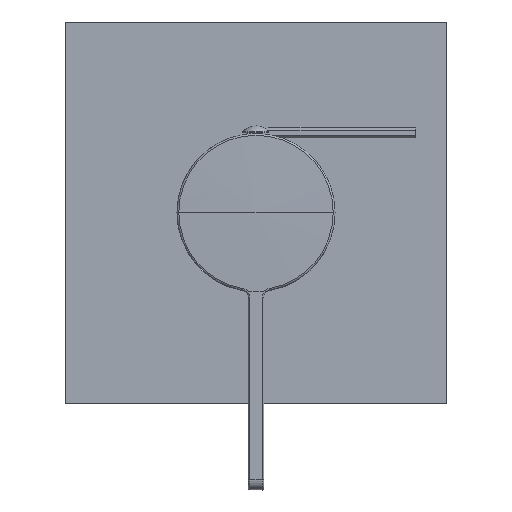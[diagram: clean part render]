
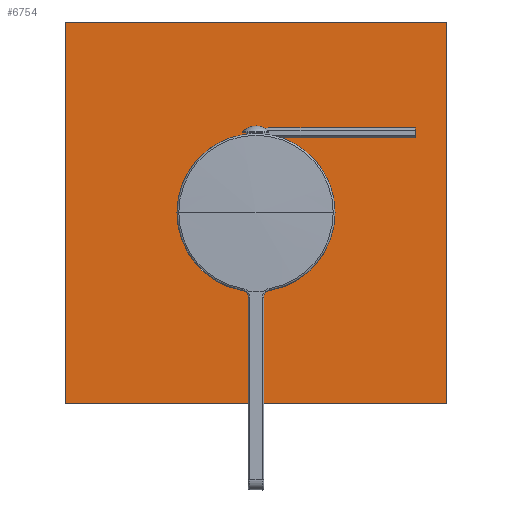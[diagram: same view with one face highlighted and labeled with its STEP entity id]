
A CAD part, top view. The second image highlights one B-rep face of the part: STEP entity #6754.
In plain terms, the highlighted face is planar.
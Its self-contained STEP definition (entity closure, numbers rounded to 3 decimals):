
#6407=CARTESIAN_POINT('',(0.,2.,0.));
#6408=DIRECTION('',(0.,-1.,0.));
#6409=DIRECTION('',(1.,0.,0.));
#6410=AXIS2_PLACEMENT_3D('',#6407,#6408,#6409);
#6415=CARTESIAN_POINT('',(0.,2.,0.));
#6416=DIRECTION('',(0.,-1.,0.));
#6417=DIRECTION('',(-1.,0.,0.));
#6418=AXIS2_PLACEMENT_3D('',#6415,#6416,#6417);
#6423=DIRECTION('',(0.,0.,1.));
#6424=VECTOR('',#6423,110.);
#6425=CARTESIAN_POINT('',(-55.,2.,-55.));
#6426=LINE('',#6425,#6424);
#6430=DIRECTION('',(-1.,0.,0.));
#6431=VECTOR('',#6430,110.);
#6432=CARTESIAN_POINT('',(55.,2.,-55.));
#6433=LINE('',#6432,#6431);
#6437=DIRECTION('',(0.,0.,-1.));
#6438=VECTOR('',#6437,110.);
#6439=CARTESIAN_POINT('',(55.,2.,55.));
#6440=LINE('',#6439,#6438);
#6444=DIRECTION('',(1.,0.,0.));
#6445=VECTOR('',#6444,110.);
#6446=CARTESIAN_POINT('',(-55.,2.,55.));
#6447=LINE('',#6446,#6445);
#6627=CARTESIAN_POINT('',(22.8,2.,0.));
#6628=CARTESIAN_POINT('',(-22.8,2.,0.));
#6629=VERTEX_POINT('',#6627);
#6630=VERTEX_POINT('',#6628);
#6631=CARTESIAN_POINT('',(-55.,2.,-55.));
#6632=CARTESIAN_POINT('',(-55.,2.,55.));
#6633=VERTEX_POINT('',#6631);
#6634=VERTEX_POINT('',#6632);
#6635=CARTESIAN_POINT('',(55.,2.,55.));
#6636=VERTEX_POINT('',#6635);
#6637=CARTESIAN_POINT('',(55.,2.,-55.));
#6638=VERTEX_POINT('',#6637);
#6735=CARTESIAN_POINT('',(0.,2.,0.));
#6736=DIRECTION('',(0.,1.,0.));
#6737=DIRECTION('',(1.,0.,0.));
#6738=AXIS2_PLACEMENT_3D('',#6735,#6736,#6737);
#6739=PLANE('',#6738);
#6741=ORIENTED_EDGE('',*,*,#6740,.F.);
#6743=ORIENTED_EDGE('',*,*,#6742,.F.);
#6745=ORIENTED_EDGE('',*,*,#6744,.F.);
#6747=ORIENTED_EDGE('',*,*,#6746,.F.);
#6748=EDGE_LOOP('',(#6741,#6743,#6745,#6747));
#6749=FACE_OUTER_BOUND('',#6748,.F.);
#6750=ORIENTED_EDGE('',*,*,#6715,.F.);
#6751=ORIENTED_EDGE('',*,*,#6729,.F.);
#6752=EDGE_LOOP('',(#6750,#6751));
#6753=FACE_BOUND('',#6752,.F.);
#6754=ADVANCED_FACE('',(#6749,#6753),#6739,.T.);
#6411=CIRCLE('',#6410,22.8);
#6419=CIRCLE('',#6418,22.8);
#6715=EDGE_CURVE('',#6629,#6630,#6411,.T.);
#6729=EDGE_CURVE('',#6630,#6629,#6419,.T.);
#6740=EDGE_CURVE('',#6633,#6634,#6426,.T.);
#6742=EDGE_CURVE('',#6638,#6633,#6433,.T.);
#6744=EDGE_CURVE('',#6636,#6638,#6440,.T.);
#6746=EDGE_CURVE('',#6634,#6636,#6447,.T.);
